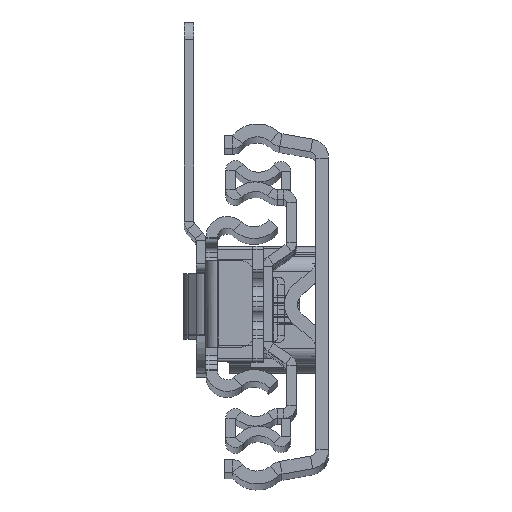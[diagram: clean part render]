
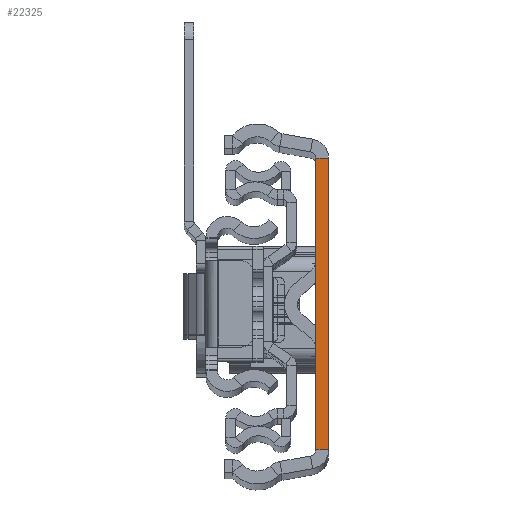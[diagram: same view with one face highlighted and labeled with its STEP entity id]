
A CAD part, top view. The second image highlights one B-rep face of the part: STEP entity #22325.
In plain terms, the highlighted planar face has unit normal (0, 0, 1).
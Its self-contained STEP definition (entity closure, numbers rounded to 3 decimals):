
#273 = DIRECTION ( 'NONE',  ( 0., 0., -1. ) ) ;
#1005 = VECTOR ( 'NONE', #19686, 1000. ) ;
#2064 = DIRECTION ( 'NONE',  ( 0., 1., 0. ) ) ;
#2135 = CARTESIAN_POINT ( 'NONE',  ( 2., -22.677, 0. ) ) ;
#4718 = LINE ( 'NONE', #19017, #13375 ) ;
#5801 = ORIENTED_EDGE ( 'NONE', *, *, #15113, .T. ) ;
#6356 = PLANE ( 'NONE',  #17524 ) ;
#6518 = CARTESIAN_POINT ( 'NONE',  ( 2., -22.677, 0. ) ) ;
#6834 = ORIENTED_EDGE ( 'NONE', *, *, #14935, .F. ) ;
#7536 = CARTESIAN_POINT ( 'NONE',  ( 0., -22.677, 0. ) ) ;
#8642 = ORIENTED_EDGE ( 'NONE', *, *, #27580, .T. ) ;
#9008 = VERTEX_POINT ( 'NONE', #7536 ) ;
#9280 = VECTOR ( 'NONE', #2064, 1000. ) ;
#9660 = VERTEX_POINT ( 'NONE', #11070 ) ;
#10153 = VERTEX_POINT ( 'NONE', #2135 ) ;
#10201 = LINE ( 'NONE', #20793, #15238 ) ;
#10310 = DIRECTION ( 'NONE',  ( 0., 1., 0. ) ) ;
#10557 = CARTESIAN_POINT ( 'NONE',  ( 2., 22.677, 0. ) ) ;
#11070 = CARTESIAN_POINT ( 'NONE',  ( 0., 22.677, 0. ) ) ;
#12186 = VERTEX_POINT ( 'NONE', #10557 ) ;
#13375 = VECTOR ( 'NONE', #10310, 1000. ) ;
#14315 = EDGE_CURVE ( 'NONE', #9008, #9660, #4718, .T. ) ;
#14935 = EDGE_CURVE ( 'NONE', #9660, #12186, #22657, .T. ) ;
#15113 = EDGE_CURVE ( 'NONE', #9008, #10153, #10201, .T. ) ;
#15238 = VECTOR ( 'NONE', #25538, 1000. ) ;
#15602 = DIRECTION ( 'NONE',  ( 0., 1., 0. ) ) ;
#15740 = EDGE_LOOP ( 'NONE', ( #6834, #26869, #5801, #8642 ) ) ;
#17524 = AXIS2_PLACEMENT_3D ( 'NONE', #25709, #273, #15602 ) ;
#19017 = CARTESIAN_POINT ( 'NONE',  ( 0., -22.677, 0. ) ) ;
#19235 = FACE_OUTER_BOUND ( 'NONE', #15740, .T. ) ;
#19686 = DIRECTION ( 'NONE',  ( 1., 0., 0. ) ) ;
#20793 = CARTESIAN_POINT ( 'NONE',  ( 2., -22.677, 0. ) ) ;
#21860 = LINE ( 'NONE', #6518, #9280 ) ;
#22325 = ADVANCED_FACE ( 'NONE', ( #19235 ), #6356, .F. ) ;
#22657 = LINE ( 'NONE', #22935, #1005 ) ;
#22935 = CARTESIAN_POINT ( 'NONE',  ( 2., 22.677, 0. ) ) ;
#25538 = DIRECTION ( 'NONE',  ( 1., 0., 0. ) ) ;
#25709 = CARTESIAN_POINT ( 'NONE',  ( 2., -22.677, 0. ) ) ;
#26869 = ORIENTED_EDGE ( 'NONE', *, *, #14315, .F. ) ;
#27580 = EDGE_CURVE ( 'NONE', #10153, #12186, #21860, .T. ) ;
